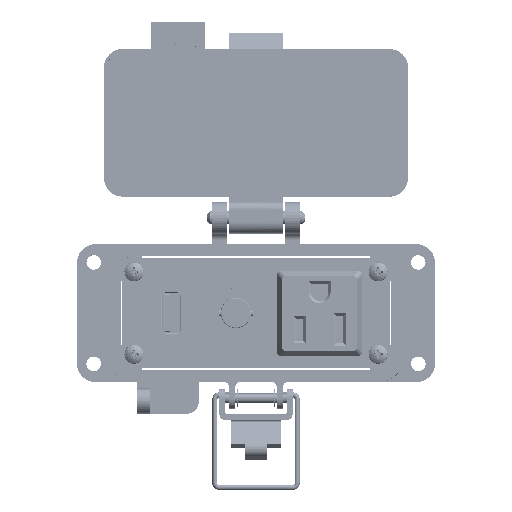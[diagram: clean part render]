
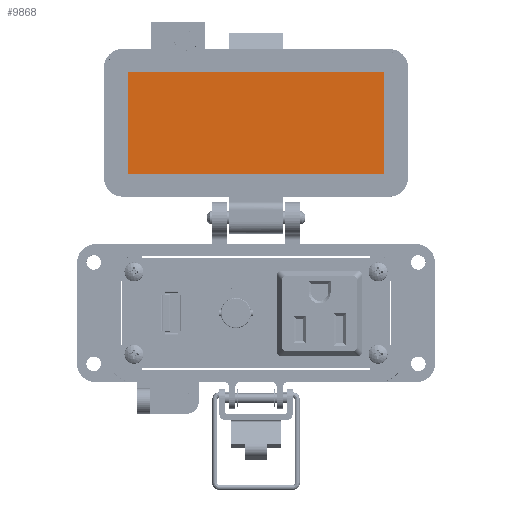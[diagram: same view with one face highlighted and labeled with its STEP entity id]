
A CAD part, top view. The second image highlights one B-rep face of the part: STEP entity #9868.
In plain terms, the highlighted planar face has unit normal (0, 0, 1).
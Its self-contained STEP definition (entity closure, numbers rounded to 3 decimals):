
#1901 = CARTESIAN_POINT ( 'NONE',  ( -8.5, 83.154, -25.55 ) ) ;
#5017 = DIRECTION ( 'NONE',  ( 0., -1., 0. ) ) ;
#6113 = ORIENTED_EDGE ( 'NONE', *, *, #13872, .F. ) ;
#6709 = EDGE_CURVE ( 'NONE', #34929, #14013, #65108, .T. ) ;
#7514 = DIRECTION ( 'NONE',  ( 0., -1., 0. ) ) ;
#7517 = LINE ( 'NONE', #91037, #46886 ) ;
#9868 = ADVANCED_FACE ( 'NONE', ( #66871 ), #11488, .T. ) ;
#9960 = EDGE_LOOP ( 'NONE', ( #45113, #79175, #49291, #6113 ) ) ;
#11488 = PLANE ( 'NONE',  #40416 ) ;
#12299 = VECTOR ( 'NONE', #30116, 1000. ) ;
#13517 = LINE ( 'NONE', #27342, #34400 ) ;
#13872 = EDGE_CURVE ( 'NONE', #14013, #47927, #13517, .T. ) ;
#14013 = VERTEX_POINT ( 'NONE', #21313 ) ;
#19861 = CARTESIAN_POINT ( 'NONE',  ( -40.25, 51.154, -25.55 ) ) ;
#21313 = CARTESIAN_POINT ( 'NONE',  ( 40.25, 83.154, -25.55 ) ) ;
#21369 = CARTESIAN_POINT ( 'NONE',  ( 42., 51.154, -25.55 ) ) ;
#27342 = CARTESIAN_POINT ( 'NONE',  ( 40.25, 67.154, -25.55 ) ) ;
#30021 = DIRECTION ( 'NONE',  ( 1., 0., 0. ) ) ;
#30116 = DIRECTION ( 'NONE',  ( -1., 0., 0. ) ) ;
#32703 = DIRECTION ( 'NONE',  ( 0., 0., 1. ) ) ;
#34400 = VECTOR ( 'NONE', #7514, 1000. ) ;
#34929 = VERTEX_POINT ( 'NONE', #48746 ) ;
#39622 = CARTESIAN_POINT ( 'NONE',  ( -8.5, 67.154, -25.55 ) ) ;
#40416 = AXIS2_PLACEMENT_3D ( 'NONE', #39622, #32703, #5017 ) ;
#45113 = ORIENTED_EDGE ( 'NONE', *, *, #6709, .F. ) ;
#46886 = VECTOR ( 'NONE', #69369, 1000. ) ;
#47927 = VERTEX_POINT ( 'NONE', #75986 ) ;
#48746 = CARTESIAN_POINT ( 'NONE',  ( -40.25, 83.154, -25.55 ) ) ;
#49291 = ORIENTED_EDGE ( 'NONE', *, *, #58864, .F. ) ;
#58864 = EDGE_CURVE ( 'NONE', #47927, #65583, #64760, .T. ) ;
#64760 = LINE ( 'NONE', #21369, #12299 ) ;
#65108 = LINE ( 'NONE', #1901, #78423 ) ;
#65583 = VERTEX_POINT ( 'NONE', #19861 ) ;
#66871 = FACE_OUTER_BOUND ( 'NONE', #9960, .T. ) ;
#69369 = DIRECTION ( 'NONE',  ( 0., 1., 0. ) ) ;
#75986 = CARTESIAN_POINT ( 'NONE',  ( 40.25, 51.154, -25.55 ) ) ;
#78423 = VECTOR ( 'NONE', #30021, 1000. ) ;
#79175 = ORIENTED_EDGE ( 'NONE', *, *, #89131, .F. ) ;
#89131 = EDGE_CURVE ( 'NONE', #65583, #34929, #7517, .T. ) ;
#91037 = CARTESIAN_POINT ( 'NONE',  ( -40.25, 67.154, -25.55 ) ) ;
